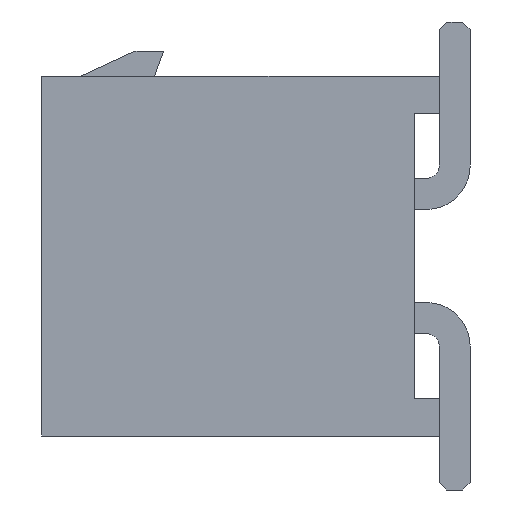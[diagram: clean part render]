
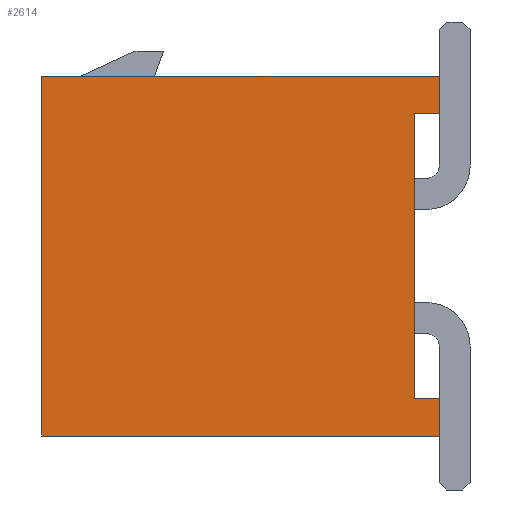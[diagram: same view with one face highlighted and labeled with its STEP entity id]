
A CAD part, left-side view. The second image highlights one B-rep face of the part: STEP entity #2614.
In plain terms, the highlighted planar face has unit normal (-1, 0, 0).
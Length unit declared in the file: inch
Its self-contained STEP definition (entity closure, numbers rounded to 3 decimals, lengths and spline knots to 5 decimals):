
#2614 = ADVANCED_FACE( '', ( #5479 ), #5480, .F. );
#5479 = FACE_OUTER_BOUND( '', #8587, .T. );
#5480 = PLANE( '', #8588 );
#8587 = EDGE_LOOP( '', ( #16696, #16697, #16698, #16699, #16700, #16701, #16702, #16703 ) );
#8588 = AXIS2_PLACEMENT_3D( '', #16704, #16705, #16706 );
#16696 = ORIENTED_EDGE( '', *, *, #22017, .F. );
#16697 = ORIENTED_EDGE( '', *, *, #22866, .F. );
#16698 = ORIENTED_EDGE( '', *, *, #23038, .F. );
#16699 = ORIENTED_EDGE( '', *, *, #20888, .F. );
#16700 = ORIENTED_EDGE( '', *, *, #23039, .F. );
#16701 = ORIENTED_EDGE( '', *, *, #22069, .F. );
#16702 = ORIENTED_EDGE( '', *, *, #23040, .F. );
#16703 = ORIENTED_EDGE( '', *, *, #20969, .F. );
#16704 = CARTESIAN_POINT( '', ( -0.93, 0., 0. ) );
#16705 = DIRECTION( '', ( 1., 0., 0. ) );
#16706 = DIRECTION( '', ( 0., 0., -1. ) );
#20888 = EDGE_CURVE( '', #25956, #25958, #25959, .T. );
#20969 = EDGE_CURVE( '', #26090, #26092, #26093, .T. );
#22017 = EDGE_CURVE( '', #27715, #26090, #27717, .T. );
#22069 = EDGE_CURVE( '', #27789, #27791, #27792, .T. );
#22866 = EDGE_CURVE( '', #28835, #27715, #28837, .T. );
#23038 = EDGE_CURVE( '', #25958, #28835, #29042, .T. );
#23039 = EDGE_CURVE( '', #27791, #25956, #29043, .T. );
#23040 = EDGE_CURVE( '', #26092, #27789, #29044, .T. );
#25956 = VERTEX_POINT( '', #33085 );
#25958 = VERTEX_POINT( '', #33088 );
#25959 = LINE( '', #33089, #33090 );
#26090 = VERTEX_POINT( '', #33283 );
#26092 = VERTEX_POINT( '', #33286 );
#26093 = LINE( '', #33287, #33288 );
#27715 = VERTEX_POINT( '', #35728 );
#27717 = LINE( '', #35731, #35732 );
#27789 = VERTEX_POINT( '', #35843 );
#27791 = VERTEX_POINT( '', #35846 );
#27792 = LINE( '', #35847, #35848 );
#28835 = VERTEX_POINT( '', #37417 );
#28837 = LINE( '', #37420, #37421 );
#29042 = LINE( '', #37716, #37717 );
#29043 = LINE( '', #37718, #37719 );
#29044 = LINE( '', #37720, #37721 );
#33085 = CARTESIAN_POINT( '', ( -0.93, 0.02, -0.115 ) );
#33088 = CARTESIAN_POINT( '', ( -0.93, 0., -0.115 ) );
#33089 = CARTESIAN_POINT( '', ( -0.93, 0.02, -0.115 ) );
#33090 = VECTOR( '', #39778, 39.37008 );
#33283 = CARTESIAN_POINT( '', ( -0.93, 0.32, 0.145 ) );
#33286 = CARTESIAN_POINT( '', ( -0.93, 0., 0.145 ) );
#33287 = CARTESIAN_POINT( '', ( -0.93, 0.32, 0.145 ) );
#33288 = VECTOR( '', #39845, 39.37008 );
#35728 = CARTESIAN_POINT( '', ( -0.93, 0.32, -0.145 ) );
#35731 = CARTESIAN_POINT( '', ( -0.93, 0.32, -0.145 ) );
#35732 = VECTOR( '', #40779, 39.37008 );
#35843 = CARTESIAN_POINT( '', ( -0.93, 0., 0.115 ) );
#35846 = CARTESIAN_POINT( '', ( -0.93, 0.02, 0.115 ) );
#35847 = CARTESIAN_POINT( '', ( -0.93, 0., 0.115 ) );
#35848 = VECTOR( '', #40823, 39.37008 );
#37417 = CARTESIAN_POINT( '', ( -0.93, 0., -0.145 ) );
#37420 = CARTESIAN_POINT( '', ( -0.93, 0., -0.145 ) );
#37421 = VECTOR( '', #41456, 39.37008 );
#37716 = CARTESIAN_POINT( '', ( -0.93, 0., -0.115 ) );
#37717 = VECTOR( '', #41574, 39.37008 );
#37718 = CARTESIAN_POINT( '', ( -0.93, 0.02, 0.115 ) );
#37719 = VECTOR( '', #41575, 39.37008 );
#37720 = CARTESIAN_POINT( '', ( -0.93, 0., 0.145 ) );
#37721 = VECTOR( '', #41576, 39.37008 );
#39778 = DIRECTION( '', ( 0., -1., 0. ) );
#39845 = DIRECTION( '', ( 0., -1., 0. ) );
#40779 = DIRECTION( '', ( 0., 0., 1. ) );
#40823 = DIRECTION( '', ( 0., 1., 0. ) );
#41456 = DIRECTION( '', ( 0., 1., 0. ) );
#41574 = DIRECTION( '', ( 0., 0., -1. ) );
#41575 = DIRECTION( '', ( 0., 0., -1. ) );
#41576 = DIRECTION( '', ( 0., 0., -1. ) );
